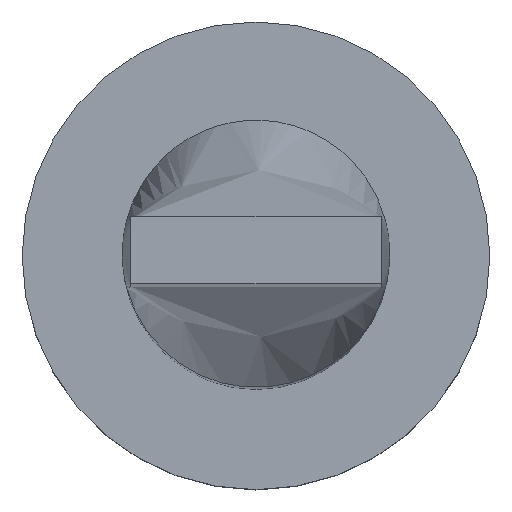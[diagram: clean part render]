
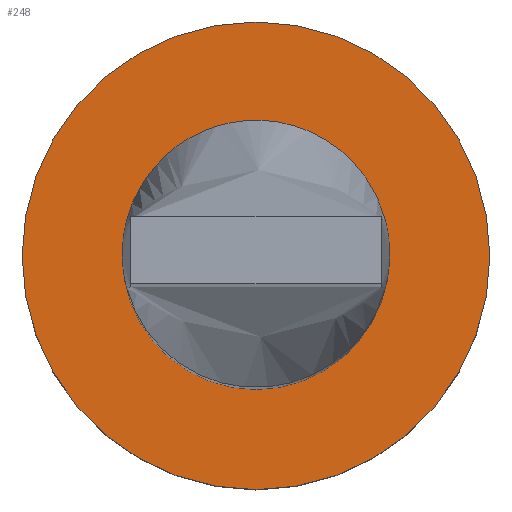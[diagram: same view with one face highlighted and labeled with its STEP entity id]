
A CAD part, top view. The second image highlights one B-rep face of the part: STEP entity #248.
In plain terms, the highlighted planar face has unit normal (0, 0, 1).
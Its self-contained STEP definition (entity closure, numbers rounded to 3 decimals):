
#2 = CARTESIAN_POINT ( 'NONE',  ( 0., 0., 5. ) ) ;
#5 = DIRECTION ( 'NONE',  ( 0., 0., 1. ) ) ;
#14 = AXIS2_PLACEMENT_3D ( 'NONE', #2, #127, #270 ) ;
#27 = CIRCLE ( 'NONE', #338, 4. ) ;
#40 = DIRECTION ( 'NONE',  ( 1., 0., 0. ) ) ;
#42 = ORIENTED_EDGE ( 'NONE', *, *, #45, .F. ) ;
#45 = EDGE_CURVE ( 'NONE', #414, #438, #27, .T. ) ;
#52 = AXIS2_PLACEMENT_3D ( 'NONE', #86, #258, #314 ) ;
#53 = CIRCLE ( 'NONE', #52, 7. ) ;
#69 = ORIENTED_EDGE ( 'NONE', *, *, #510, .F. ) ;
#86 = CARTESIAN_POINT ( 'NONE',  ( 0., 0., 5. ) ) ;
#102 = DIRECTION ( 'NONE',  ( 1., 0., 0. ) ) ;
#109 = EDGE_LOOP ( 'NONE', ( #339, #371 ) ) ;
#123 = EDGE_CURVE ( 'NONE', #553, #567, #388, .T. ) ;
#126 = AXIS2_PLACEMENT_3D ( 'NONE', #351, #445, #40 ) ;
#127 = DIRECTION ( 'NONE',  ( 0., 0., 1. ) ) ;
#142 = CARTESIAN_POINT ( 'NONE',  ( 0., 0., 5. ) ) ;
#178 = AXIS2_PLACEMENT_3D ( 'NONE', #142, #375, #102 ) ;
#248 = ADVANCED_FACE ( 'NONE', ( #387, #352 ), #257, .T. ) ;
#257 = PLANE ( 'NONE',  #126 ) ;
#258 = DIRECTION ( 'NONE',  ( 0., 0., 1. ) ) ;
#270 = DIRECTION ( 'NONE',  ( 1., 0., 0. ) ) ;
#280 = CARTESIAN_POINT ( 'NONE',  ( -7., 0., 5. ) ) ;
#298 = CARTESIAN_POINT ( 'NONE',  ( -4., 0., 5. ) ) ;
#314 = DIRECTION ( 'NONE',  ( 1., 0., 0. ) ) ;
#338 = AXIS2_PLACEMENT_3D ( 'NONE', #462, #5, #500 ) ;
#339 = ORIENTED_EDGE ( 'NONE', *, *, #362, .T. ) ;
#351 = CARTESIAN_POINT ( 'NONE',  ( 0., 0., 5. ) ) ;
#352 = FACE_OUTER_BOUND ( 'NONE', #109, .T. ) ;
#362 = EDGE_CURVE ( 'NONE', #567, #553, #53, .T. ) ;
#371 = ORIENTED_EDGE ( 'NONE', *, *, #123, .T. ) ;
#375 = DIRECTION ( 'NONE',  ( 0., 0., 1. ) ) ;
#380 = CIRCLE ( 'NONE', #14, 4. ) ;
#387 = FACE_BOUND ( 'NONE', #464, .T. ) ;
#388 = CIRCLE ( 'NONE', #178, 7. ) ;
#409 = CARTESIAN_POINT ( 'NONE',  ( 7., 0., 5. ) ) ;
#414 = VERTEX_POINT ( 'NONE', #298 ) ;
#422 = CARTESIAN_POINT ( 'NONE',  ( 4., 0., 5. ) ) ;
#438 = VERTEX_POINT ( 'NONE', #422 ) ;
#445 = DIRECTION ( 'NONE',  ( 0., 0., 1. ) ) ;
#462 = CARTESIAN_POINT ( 'NONE',  ( 0., 0., 5. ) ) ;
#464 = EDGE_LOOP ( 'NONE', ( #42, #69 ) ) ;
#500 = DIRECTION ( 'NONE',  ( 1., 0., 0. ) ) ;
#510 = EDGE_CURVE ( 'NONE', #438, #414, #380, .T. ) ;
#553 = VERTEX_POINT ( 'NONE', #409 ) ;
#567 = VERTEX_POINT ( 'NONE', #280 ) ;
